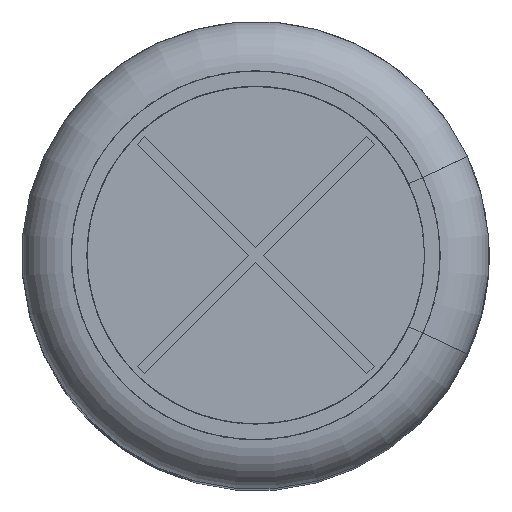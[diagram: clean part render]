
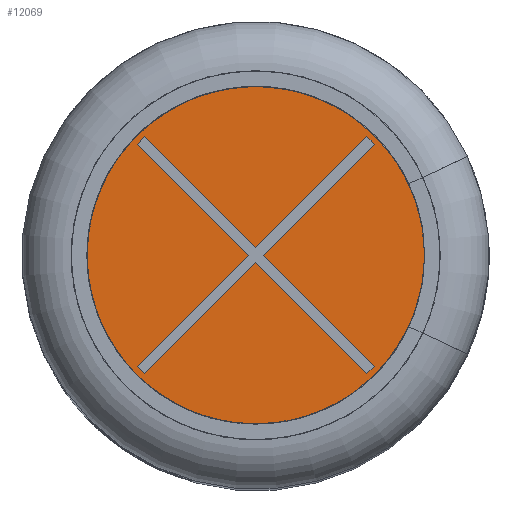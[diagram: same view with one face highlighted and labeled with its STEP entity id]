
A CAD part, top view. The second image highlights one B-rep face of the part: STEP entity #12069.
In plain terms, the highlighted planar face has unit normal (0, 0, 1).
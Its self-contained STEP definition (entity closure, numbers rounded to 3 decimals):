
#577=CIRCLE('',#12639,5.132);
#1007=ORIENTED_EDGE('',*,*,#3388,.T.);
#1008=ORIENTED_EDGE('',*,*,#3411,.T.);
#1009=ORIENTED_EDGE('',*,*,#3409,.T.);
#1010=ORIENTED_EDGE('',*,*,#3407,.T.);
#1011=ORIENTED_EDGE('',*,*,#3405,.T.);
#1012=ORIENTED_EDGE('',*,*,#3403,.T.);
#1013=ORIENTED_EDGE('',*,*,#3401,.T.);
#1014=ORIENTED_EDGE('',*,*,#3399,.T.);
#1015=ORIENTED_EDGE('',*,*,#3397,.T.);
#1016=ORIENTED_EDGE('',*,*,#3395,.T.);
#1017=ORIENTED_EDGE('',*,*,#3393,.T.);
#1018=ORIENTED_EDGE('',*,*,#3391,.T.);
#1019=ORIENTED_EDGE('',*,*,#3464,.F.);
#3388=EDGE_CURVE('',#4655,#4656,#5520,.T.);
#3391=EDGE_CURVE('',#4657,#4655,#5523,.T.);
#3393=EDGE_CURVE('',#4658,#4657,#5525,.T.);
#3395=EDGE_CURVE('',#4659,#4658,#5527,.T.);
#3397=EDGE_CURVE('',#4660,#4659,#5529,.T.);
#3399=EDGE_CURVE('',#4661,#4660,#5531,.T.);
#3401=EDGE_CURVE('',#4662,#4661,#5533,.T.);
#3403=EDGE_CURVE('',#4663,#4662,#5535,.T.);
#3405=EDGE_CURVE('',#4664,#4663,#5537,.T.);
#3407=EDGE_CURVE('',#4665,#4664,#5539,.T.);
#3409=EDGE_CURVE('',#4666,#4665,#5541,.T.);
#3411=EDGE_CURVE('',#4656,#4666,#5543,.T.);
#3464=EDGE_CURVE('',#4711,#4711,#577,.T.);
#4655=VERTEX_POINT('',#15681);
#4656=VERTEX_POINT('',#15682);
#4657=VERTEX_POINT('',#15687);
#4658=VERTEX_POINT('',#15691);
#4659=VERTEX_POINT('',#15695);
#4660=VERTEX_POINT('',#15699);
#4661=VERTEX_POINT('',#15703);
#4662=VERTEX_POINT('',#15707);
#4663=VERTEX_POINT('',#15711);
#4664=VERTEX_POINT('',#15715);
#4665=VERTEX_POINT('',#15719);
#4666=VERTEX_POINT('',#15723);
#4711=VERTEX_POINT('',#15861);
#5520=LINE('',#15680,#6178);
#5523=LINE('',#15686,#6181);
#5525=LINE('',#15690,#6183);
#5527=LINE('',#15694,#6185);
#5529=LINE('',#15698,#6187);
#5531=LINE('',#15702,#6189);
#5533=LINE('',#15706,#6191);
#5535=LINE('',#15710,#6193);
#5537=LINE('',#15714,#6195);
#5539=LINE('',#15718,#6197);
#5541=LINE('',#15722,#6199);
#5543=LINE('',#15726,#6201);
#6178=VECTOR('',#13379,1000.);
#6181=VECTOR('',#13384,1000.);
#6183=VECTOR('',#13388,1000.);
#6185=VECTOR('',#13392,1000.);
#6187=VECTOR('',#13396,1000.);
#6189=VECTOR('',#13400,1000.);
#6191=VECTOR('',#13404,1000.);
#6193=VECTOR('',#13408,1000.);
#6195=VECTOR('',#13412,1000.);
#6197=VECTOR('',#13416,1000.);
#6199=VECTOR('',#13420,1000.);
#6201=VECTOR('',#13424,1000.);
#6904=EDGE_LOOP('',(#1007,#1008,#1009,#1010,#1011,#1012,#1013,#1014,#1015,
#1016,#1017,#1018));
#6905=EDGE_LOOP('',(#1019));
#7534=FACE_BOUND('',#6904,.T.);
#7535=FACE_BOUND('',#6905,.T.);
#8111=PLANE('',#12641);
#12069=ADVANCED_FACE('',(#7534,#7535),#8111,.T.);
#12639=AXIS2_PLACEMENT_3D('',#15860,#13595,#13596);
#12641=AXIS2_PLACEMENT_3D('',#15863,#13599,#13600);
#13379=DIRECTION('',(0.707,0.707,0.));
#13384=DIRECTION('',(-0.707,0.707,0.));
#13388=DIRECTION('',(0.707,0.707,0.));
#13392=DIRECTION('',(-0.707,0.707,0.));
#13396=DIRECTION('',(-0.707,-0.707,0.));
#13400=DIRECTION('',(-0.707,0.707,0.));
#13404=DIRECTION('',(-0.707,-0.707,0.));
#13408=DIRECTION('',(0.707,-0.707,0.));
#13412=DIRECTION('',(-0.707,-0.707,0.));
#13416=DIRECTION('',(0.707,-0.707,0.));
#13420=DIRECTION('',(0.707,0.707,0.));
#13424=DIRECTION('',(0.707,-0.707,0.));
#13595=DIRECTION('',(0.,0.,-1.));
#13596=DIRECTION('',(-1.,0.,0.));
#13599=DIRECTION('',(0.,0.,1.));
#13600=DIRECTION('',(1.,0.,0.));
#15680=CARTESIAN_POINT('',(-3.088,3.292,29.78));
#15681=CARTESIAN_POINT('',(-3.292,3.088,29.78));
#15682=CARTESIAN_POINT('',(-3.088,3.292,29.78));
#15686=CARTESIAN_POINT('',(-0.204,0.,29.78));
#15687=CARTESIAN_POINT('',(-0.204,0.,29.78));
#15690=CARTESIAN_POINT('',(-0.204,0.,29.78));
#15691=CARTESIAN_POINT('',(-3.292,-3.088,29.78));
#15694=CARTESIAN_POINT('',(-3.088,-3.292,29.78));
#15695=CARTESIAN_POINT('',(-3.088,-3.292,29.78));
#15698=CARTESIAN_POINT('',(0.,-0.204,29.78));
#15699=CARTESIAN_POINT('',(0.,-0.204,29.78));
#15702=CARTESIAN_POINT('',(0.,-0.204,29.78));
#15703=CARTESIAN_POINT('',(3.088,-3.292,29.78));
#15706=CARTESIAN_POINT('',(3.292,-3.088,29.78));
#15707=CARTESIAN_POINT('',(3.292,-3.088,29.78));
#15710=CARTESIAN_POINT('',(0.204,0.,29.78));
#15711=CARTESIAN_POINT('',(0.204,0.,29.78));
#15714=CARTESIAN_POINT('',(0.204,0.,29.78));
#15715=CARTESIAN_POINT('',(3.292,3.088,29.78));
#15718=CARTESIAN_POINT('',(3.292,3.088,29.78));
#15719=CARTESIAN_POINT('',(3.088,3.292,29.78));
#15722=CARTESIAN_POINT('',(0.,0.204,29.78));
#15723=CARTESIAN_POINT('',(0.,0.204,29.78));
#15726=CARTESIAN_POINT('',(0.,0.204,29.78));
#15860=CARTESIAN_POINT('',(0.,0.,29.78));
#15861=CARTESIAN_POINT('',(-5.132,0.,29.78));
#15863=CARTESIAN_POINT('',(-5.132,0.,29.78));
